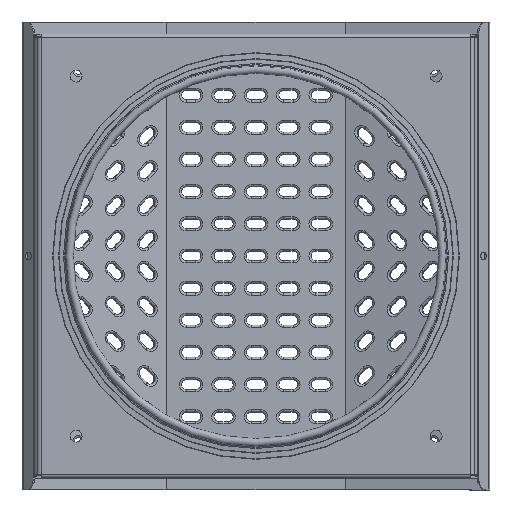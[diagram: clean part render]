
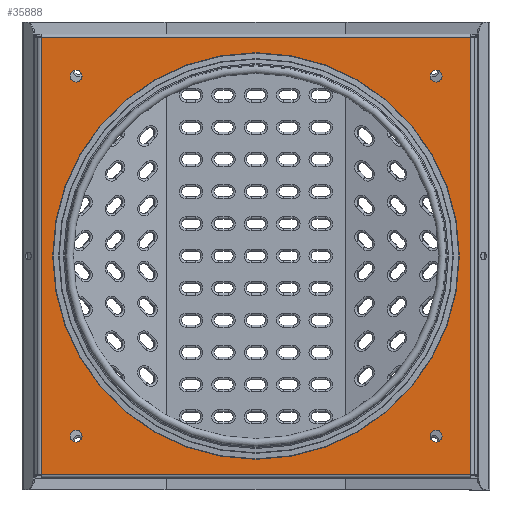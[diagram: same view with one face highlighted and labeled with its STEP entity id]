
A CAD part, front view. The second image highlights one B-rep face of the part: STEP entity #35888.
In plain terms, the highlighted planar face has unit normal (0, -1, 0).
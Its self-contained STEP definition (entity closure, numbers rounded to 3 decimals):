
#751=FACE_BOUND('',#4197,.T.);
#752=FACE_BOUND('',#4198,.T.);
#753=FACE_BOUND('',#4199,.T.);
#754=FACE_BOUND('',#4200,.T.);
#755=FACE_BOUND('',#4201,.T.);
#1320=PLANE('',#38222);
#1928=FACE_OUTER_BOUND('',#4196,.T.);
#4196=EDGE_LOOP('',(#24104,#24105,#24106,#24107));
#4197=EDGE_LOOP('',(#24108));
#4198=EDGE_LOOP('',(#24109));
#4199=EDGE_LOOP('',(#24110));
#4200=EDGE_LOOP('',(#24111));
#4201=EDGE_LOOP('',(#24112));
#7011=LINE('',#56764,#9469);
#7019=LINE('',#56789,#9477);
#7024=LINE('',#56807,#9482);
#7033=LINE('',#56830,#9491);
#9469=VECTOR('',#43678,182.2);
#9477=VECTOR('',#43712,179.145);
#9482=VECTOR('',#43735,182.2);
#9491=VECTOR('',#43768,179.145);
#11881=CIRCLE('',#38168,2.5);
#11883=CIRCLE('',#38171,2.5);
#11885=CIRCLE('',#38174,2.5);
#11887=CIRCLE('',#38177,2.5);
#11890=CIRCLE('',#38181,81.);
#14966=VERTEX_POINT('',#56734);
#14968=VERTEX_POINT('',#56739);
#14970=VERTEX_POINT('',#56744);
#14972=VERTEX_POINT('',#56749);
#14975=VERTEX_POINT('',#56756);
#14977=VERTEX_POINT('',#56761);
#14978=VERTEX_POINT('',#56763);
#14982=VERTEX_POINT('',#56788);
#14986=VERTEX_POINT('',#56806);
#18438=EDGE_CURVE('',#14966,#14966,#11881,.T.);
#18440=EDGE_CURVE('',#14968,#14968,#11883,.T.);
#18442=EDGE_CURVE('',#14970,#14970,#11885,.T.);
#18444=EDGE_CURVE('',#14972,#14972,#11887,.T.);
#18447=EDGE_CURVE('',#14975,#14975,#11890,.T.);
#18450=EDGE_CURVE('',#14978,#14977,#7011,.T.);
#18463=EDGE_CURVE('',#14978,#14982,#7019,.T.);
#18473=EDGE_CURVE('',#14986,#14982,#7024,.T.);
#18486=EDGE_CURVE('',#14977,#14986,#7033,.T.);
#24104=ORIENTED_EDGE('',*,*,#18450,.T.);
#24105=ORIENTED_EDGE('',*,*,#18486,.T.);
#24106=ORIENTED_EDGE('',*,*,#18473,.T.);
#24107=ORIENTED_EDGE('',*,*,#18463,.F.);
#24108=ORIENTED_EDGE('',*,*,#18438,.T.);
#24109=ORIENTED_EDGE('',*,*,#18440,.T.);
#24110=ORIENTED_EDGE('',*,*,#18442,.T.);
#24111=ORIENTED_EDGE('',*,*,#18444,.T.);
#24112=ORIENTED_EDGE('',*,*,#18447,.T.);
#35888=ADVANCED_FACE('',(#1928,#751,#752,#753,#754,#755),#1320,.F.);
#38168=AXIS2_PLACEMENT_3D('',#56735,#43645,#43646);
#38171=AXIS2_PLACEMENT_3D('',#56740,#43651,#43652);
#38174=AXIS2_PLACEMENT_3D('',#56745,#43657,#43658);
#38177=AXIS2_PLACEMENT_3D('',#56750,#43663,#43664);
#38181=AXIS2_PLACEMENT_3D('',#56757,#43671,#43672);
#38222=AXIS2_PLACEMENT_3D('',#56840,#43781,#43782);
#43645=DIRECTION('center_axis',(0.,1.,0.));
#43646=DIRECTION('ref_axis',(1.,0.,0.));
#43651=DIRECTION('center_axis',(0.,1.,0.));
#43652=DIRECTION('ref_axis',(1.,0.,0.));
#43657=DIRECTION('center_axis',(0.,1.,0.));
#43658=DIRECTION('ref_axis',(1.,0.,0.));
#43663=DIRECTION('center_axis',(0.,1.,0.));
#43664=DIRECTION('ref_axis',(1.,0.,0.));
#43671=DIRECTION('center_axis',(0.,1.,0.));
#43672=DIRECTION('ref_axis',(-1.,0.,0.));
#43678=DIRECTION('',(0.,0.,-1.));
#43712=DIRECTION('',(1.,0.,0.));
#43735=DIRECTION('',(0.,0.,1.));
#43768=DIRECTION('',(1.,0.,0.));
#43781=DIRECTION('center_axis',(0.,1.,0.));
#43782=DIRECTION('ref_axis',(1.,0.,0.));
#56734=CARTESIAN_POINT('',(-77.5,0.,167.5));
#56735=CARTESIAN_POINT('Origin',(-75.,0.,167.5));
#56739=CARTESIAN_POINT('',(72.5,0.,17.5));
#56740=CARTESIAN_POINT('Origin',(75.,0.,17.5));
#56744=CARTESIAN_POINT('',(72.5,0.,167.5));
#56745=CARTESIAN_POINT('Origin',(75.,0.,167.5));
#56749=CARTESIAN_POINT('',(-77.5,0.,17.5));
#56750=CARTESIAN_POINT('Origin',(-75.,0.,17.5));
#56756=CARTESIAN_POINT('',(81.,0.,92.5));
#56757=CARTESIAN_POINT('Origin',(0.,0.,92.5));
#56761=CARTESIAN_POINT('',(-89.572,0.,1.4));
#56763=CARTESIAN_POINT('',(-89.572,0.,183.6));
#56764=CARTESIAN_POINT('',(-89.572,0.,114.758));
#56788=CARTESIAN_POINT('',(89.572,0.,183.6));
#56789=CARTESIAN_POINT('',(0.,0.,183.6));
#56806=CARTESIAN_POINT('',(89.572,0.,1.4));
#56807=CARTESIAN_POINT('',(89.572,0.,23.658));
#56830=CARTESIAN_POINT('',(0.,0.,1.4));
#56840=CARTESIAN_POINT('Origin',(0.,0.,
45.915));
